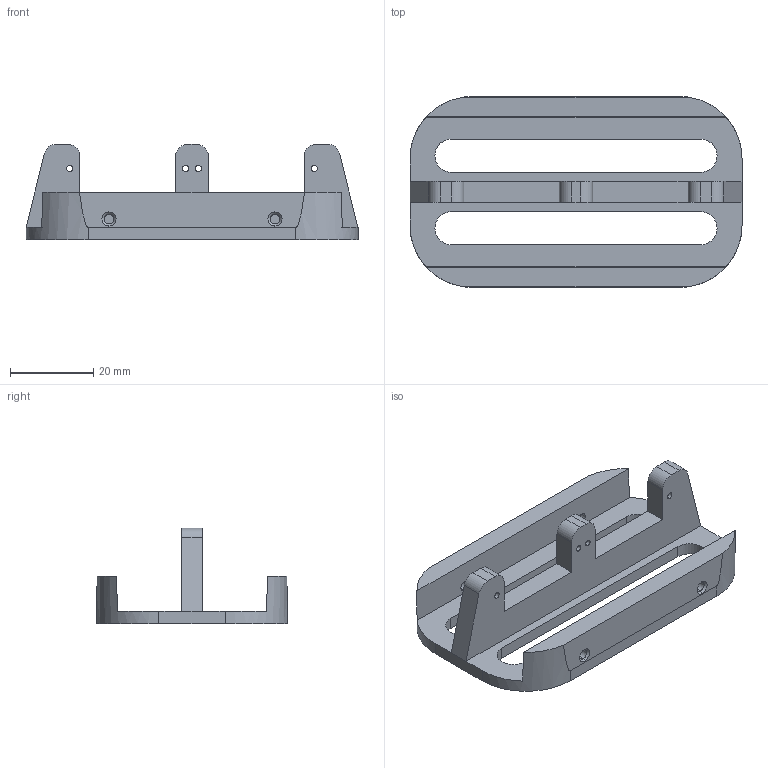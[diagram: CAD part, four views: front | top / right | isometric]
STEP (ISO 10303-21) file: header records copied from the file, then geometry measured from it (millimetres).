
FILE_DESCRIPTION((''),'2;1');
FILE_NAME('LAUFSCHIENE','2024-02-12T12:55:31',('Mathias'),(''),'CREO PARAMETRIC BY PTC INC, 2021404','CREO PARAMETRIC BY PTC INC, 2021404','');
FILE_SCHEMA(('CONFIG_CONTROL_DESIGN'));
Length unit declared in the file: millimetre
Products named in the file (1): LAUFSCHIENE
Bounding box: 80 x 46 x 23 mm (x, y, z)
Volume: 17319.2 mm3; surface area: 11315.1 mm2
Topology: 1 solids, 1 shells, 68 faces, 186 edges, 120 vertices
Faces by surface type: cylinder 30, plane 30, cone 8
Entity records: 2332 total; most frequent: CARTESIAN_POINT 502, ORIENTED_EDGE 372, DIRECTION 370, EDGE_CURVE 186, AXIS2_PLACEMENT_3D 132, VERTEX_POINT 120, VECTOR 106, LINE 106
